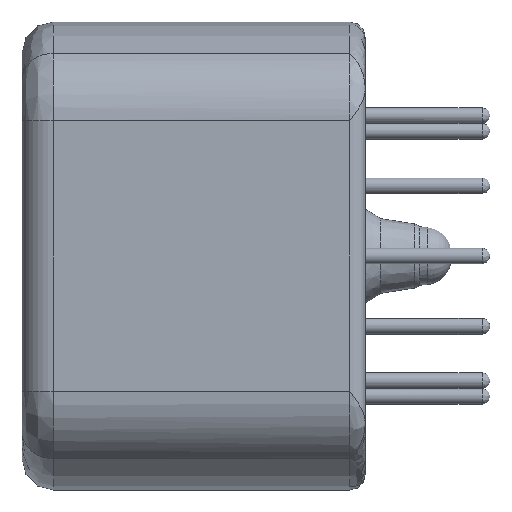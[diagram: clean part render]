
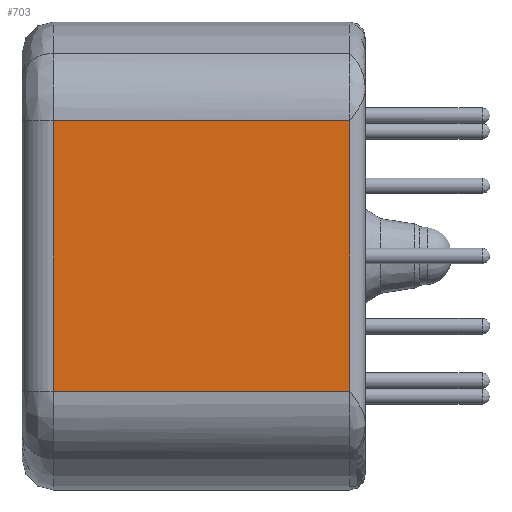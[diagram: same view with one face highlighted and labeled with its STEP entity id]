
A CAD part, left-side view. The second image highlights one B-rep face of the part: STEP entity #703.
In plain terms, the highlighted planar face has unit normal (-1, 0, 0).
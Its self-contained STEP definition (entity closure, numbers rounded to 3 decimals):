
#135 = LINE ( 'NONE', #1659, #2106 ) ;
#255 = CARTESIAN_POINT ( 'NONE',  ( -10., 20., 8.66 ) ) ;
#277 = CARTESIAN_POINT ( 'NONE',  ( -10., 0., -11.18 ) ) ;
#282 = ORIENTED_EDGE ( 'NONE', *, *, #646, .T. ) ;
#309 = VECTOR ( 'NONE', #483, 1000. ) ;
#316 = VERTEX_POINT ( 'NONE', #255 ) ;
#330 = VERTEX_POINT ( 'NONE', #2061 ) ;
#342 = CARTESIAN_POINT ( 'NONE',  ( -10., 20., -8.66 ) ) ;
#413 = DIRECTION ( 'NONE',  ( 0., 0., -1. ) ) ;
#432 = LINE ( 'NONE', #659, #2326 ) ;
#483 = DIRECTION ( 'NONE',  ( 0., 1., 0. ) ) ;
#646 = EDGE_CURVE ( 'NONE', #316, #2837, #709, .T. ) ;
#659 = CARTESIAN_POINT ( 'NONE',  ( -10., 1., -15.18 ) ) ;
#703 = ADVANCED_FACE ( 'NONE', ( #2297 ), #794, .T. ) ;
#708 = DIRECTION ( 'NONE',  ( 0., -1., 0. ) ) ;
#709 = LINE ( 'NONE', #3001, #2156 ) ;
#794 = PLANE ( 'NONE',  #2045 ) ;
#1497 = CARTESIAN_POINT ( 'NONE',  ( -10., 1., -8.66 ) ) ;
#1535 = DIRECTION ( 'NONE',  ( 0., 0., 1. ) ) ;
#1659 = CARTESIAN_POINT ( 'NONE',  ( -10., 0., -8.66 ) ) ;
#1732 = LINE ( 'NONE', #2503, #309 ) ;
#1739 = ORIENTED_EDGE ( 'NONE', *, *, #1957, .T. ) ;
#1793 = DIRECTION ( 'NONE',  ( -1., 0., 0. ) ) ;
#1957 = EDGE_CURVE ( 'NONE', #330, #316, #1732, .T. ) ;
#2045 = AXIS2_PLACEMENT_3D ( 'NONE', #277, #1793, #1535 ) ;
#2061 = CARTESIAN_POINT ( 'NONE',  ( -10., 1., 8.66 ) ) ;
#2106 = VECTOR ( 'NONE', #708, 1000. ) ;
#2144 = VERTEX_POINT ( 'NONE', #1497 ) ;
#2156 = VECTOR ( 'NONE', #2749, 1000. ) ;
#2297 = FACE_OUTER_BOUND ( 'NONE', #2480, .T. ) ;
#2326 = VECTOR ( 'NONE', #413, 1000. ) ;
#2389 = EDGE_CURVE ( 'NONE', #2837, #2144, #135, .T. ) ;
#2477 = ORIENTED_EDGE ( 'NONE', *, *, #2389, .T. ) ;
#2480 = EDGE_LOOP ( 'NONE', ( #3135, #1739, #282, #2477 ) ) ;
#2503 = CARTESIAN_POINT ( 'NONE',  ( -10., 0., 8.66 ) ) ;
#2649 = EDGE_CURVE ( 'NONE', #330, #2144, #432, .T. ) ;
#2749 = DIRECTION ( 'NONE',  ( 0., 0., -1. ) ) ;
#2837 = VERTEX_POINT ( 'NONE', #342 ) ;
#3001 = CARTESIAN_POINT ( 'NONE',  ( -10., 20., -11.18 ) ) ;
#3135 = ORIENTED_EDGE ( 'NONE', *, *, #2649, .F. ) ;
